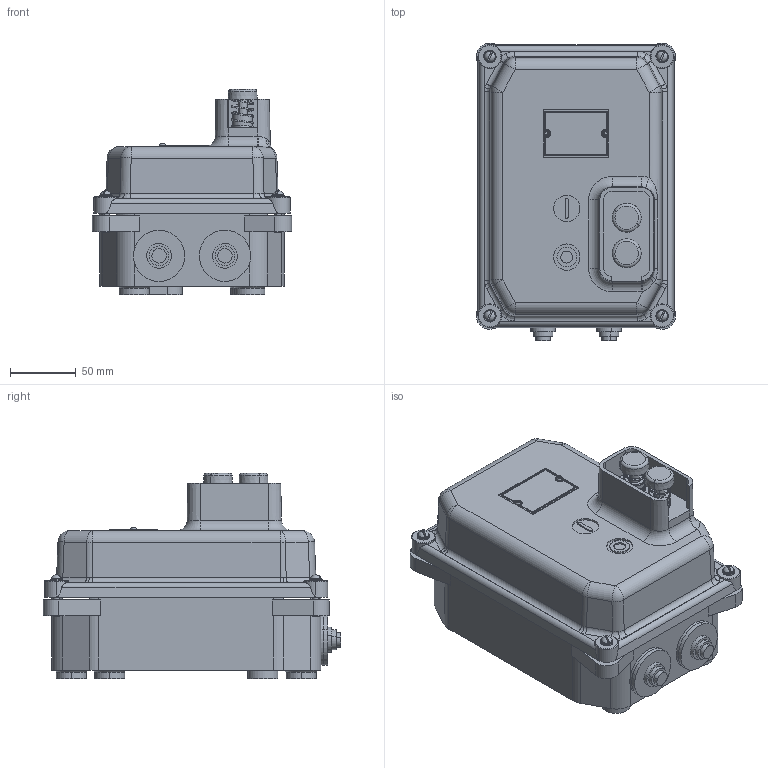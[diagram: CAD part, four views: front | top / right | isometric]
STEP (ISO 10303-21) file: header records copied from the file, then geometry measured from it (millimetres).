
FILE_DESCRIPTION (( 'STEP AP203' ), '1' );
FILE_NAME ('ÀÏ50Á â îáîëî÷êå.STEP', '2014-08-07T12:29:46', ( 'admin' ), ( '' ), 'SwSTEP 2.0', 'SolidWorks 2007', '' );
FILE_SCHEMA (( 'CONFIG_CONTROL_DESIGN' ));
Length unit declared in the file: millimetre
Products named in the file (1): ÀÏ50Á â îáîëî÷êå
Bounding box: 151.4 x 226.12 x 156 mm (x, y, z)
Surface area: 191774.1 mm2 (no closed solid volume)
Topology: 0 solids, 27 shells, 421 faces, 1071 edges, 691 vertices
Faces by surface type: cylinder 173, plane 124, torus 46, cone 32, bspline 30, sphere 16
Entity records: 17926 total; most frequent: CARTESIAN_POINT 7668, DIRECTION 2297, ORIENTED_EDGE 1956, EDGE_CURVE 1071, AXIS2_PLACEMENT_3D 934, VERTEX_POINT 691, CIRCLE 542, EDGE_LOOP 477
